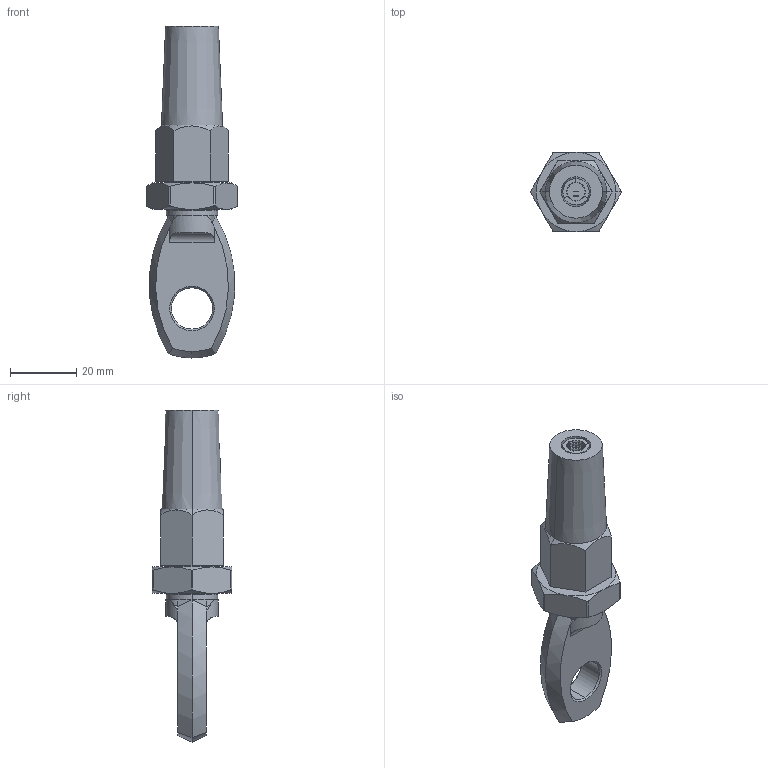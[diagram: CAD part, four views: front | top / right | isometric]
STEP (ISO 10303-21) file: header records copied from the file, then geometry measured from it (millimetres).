
FILE_DESCRIPTION (( 'STEP AP203' ), '1' );
FILE_NAME ('10160006.STEP', '2018-03-13T10:30:42', ( '' ), ( '' ), 'SwSTEP 2.0', 'SolidWorks 2015', '' );
FILE_SCHEMA (( 'CONFIG_CONTROL_DESIGN' ));
Length unit declared in the file: millimetre
Products named in the file (7): 1016000X Teil6_10160006 Teil6; 1016000X Teil5_10160006 Teil5; 1016000X Teil1_10160006 Teil1; 1016000X Teil4_10160006 Teil3; 1016000X Teil2_10160006 Teil2; 1016000X Teil3_10160006 Teil3; 10160006
Assembly tree (8 placements, depth 2):
  10160006
    1016000X Teil4_10160006 Teil3
    1016000X Teil2_10160006 Teil2  x3
    1016000X Teil3_10160006 Teil3
    1016000X Teil1_10160006 Teil1
    1016000X Teil5_10160006 Teil5
    1016000X Teil6_10160006 Teil6
Bounding box: 27.56 x 24 x 100.5 mm (x, y, z)
Volume: 22104.3 mm3; surface area: 12625.1 mm2
Topology: 8 solids, 8 shells, 600 faces, 1613 edges, 1053 vertices
Faces by surface type: cylinder 165, torus 138, plane 137, bspline 106, cone 54
Entity records: 19883 total; most frequent: CARTESIAN_POINT 9571, ORIENTED_EDGE 2134, DIRECTION 1728, EDGE_CURVE 1067, VERTEX_POINT 689, AXIS2_PLACEMENT_3D 614, LINE 500, VECTOR 500
